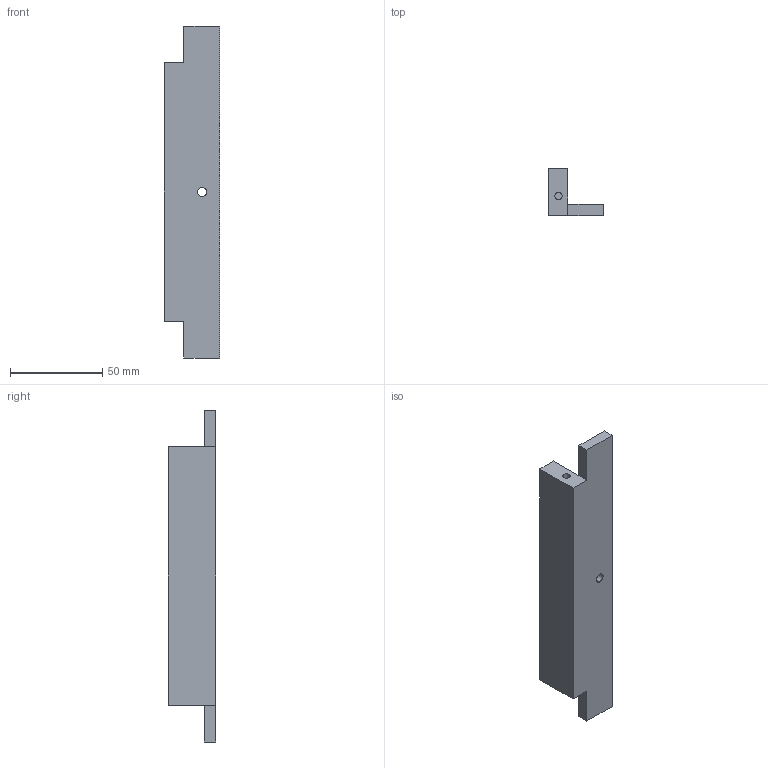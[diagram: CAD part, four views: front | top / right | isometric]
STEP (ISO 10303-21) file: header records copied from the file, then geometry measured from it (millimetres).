
FILE_DESCRIPTION (( 'STEP AP203' ), '1' );
FILE_NAME ('Podnoœnik œrodek Ax1.STEP', '2025-04-23T19:03:04', ( '' ), ( '' ), 'SwSTEP 2.0', 'SolidWorks 2024', '' );
FILE_SCHEMA (( 'CONFIG_CONTROL_DESIGN' ));
Length unit declared in the file: millimetre
Products named in the file (1): Podnośnik środek Ax1
Bounding box: 30 x 25.5 x 180 mm (x, y, z)
Volume: 57924.5 mm3; surface area: 18907.1 mm2
Topology: 1 solids, 1 shells, 26 faces, 58 edges, 38 vertices
Faces by surface type: plane 16, cylinder 10
Entity records: 807 total; most frequent: DIRECTION 132, CARTESIAN_POINT 123, ORIENTED_EDGE 116, EDGE_CURVE 58, AXIS2_PLACEMENT_3D 47, VECTOR 38, LINE 38, VERTEX_POINT 38
